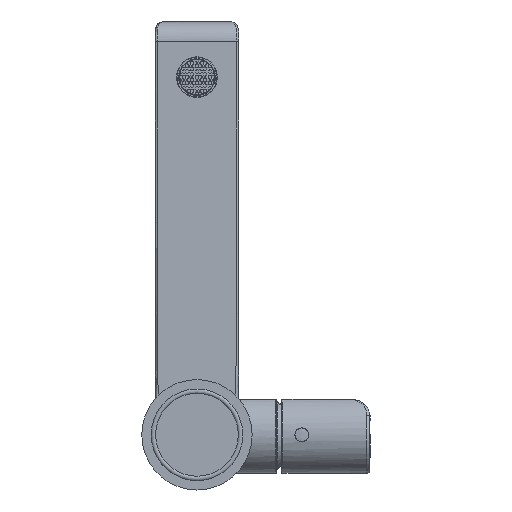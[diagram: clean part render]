
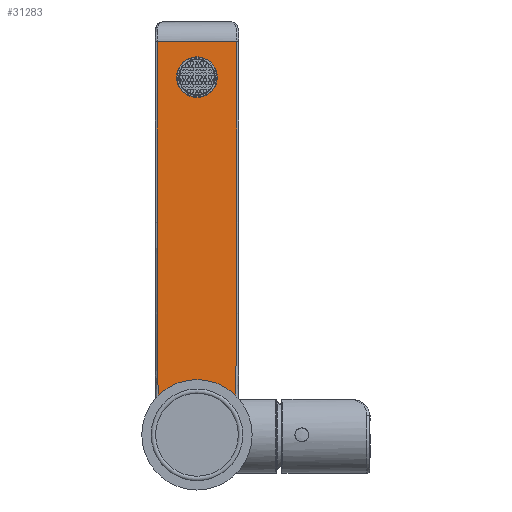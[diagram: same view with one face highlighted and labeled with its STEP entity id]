
A CAD part, front view. The second image highlights one B-rep face of the part: STEP entity #31283.
In plain terms, the highlighted planar face has unit normal (0, -1, 0.028).
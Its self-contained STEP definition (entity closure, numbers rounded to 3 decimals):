
#756=ELLIPSE('',#33996,655.447,18.);
#757=ELLIPSE('',#33997,655.447,18.);
#2881=LINE('',#52650,#5428);
#2882=LINE('',#52652,#5429);
#2883=LINE('',#52654,#5430);
#2884=LINE('',#52657,#5431);
#5428=VECTOR('',#41126,10.);
#5429=VECTOR('',#41127,10.);
#5430=VECTOR('',#41128,10.);
#5431=VECTOR('',#41131,10.);
#6986=PLANE('',#33995);
#7154=FACE_BOUND('',#10822,.T.);
#9026=FACE_OUTER_BOUND('',#10821,.T.);
#10821=EDGE_LOOP('',(#25265,#25266,#25267,#25268,#25269,#25270));
#10822=EDGE_LOOP('',(#25271));
#11606=CIRCLE('',#32610,9.217);
#13154=VERTEX_POINT('',#48596);
#13788=VERTEX_POINT('',#52646);
#13789=VERTEX_POINT('',#52647);
#13790=VERTEX_POINT('',#52649);
#13791=VERTEX_POINT('',#52651);
#13792=VERTEX_POINT('',#52653);
#13793=VERTEX_POINT('',#52655);
#16227=EDGE_CURVE('',#13154,#13154,#11606,.T.);
#17743=EDGE_CURVE('',#13788,#13789,#756,.T.);
#17744=EDGE_CURVE('',#13790,#13788,#2881,.T.);
#17745=EDGE_CURVE('',#13791,#13790,#2882,.T.);
#17746=EDGE_CURVE('',#13792,#13791,#2883,.T.);
#17747=EDGE_CURVE('',#13793,#13792,#757,.T.);
#17748=EDGE_CURVE('',#13793,#13789,#2884,.T.);
#25265=ORIENTED_EDGE('',*,*,#17743,.F.);
#25266=ORIENTED_EDGE('',*,*,#17744,.F.);
#25267=ORIENTED_EDGE('',*,*,#17745,.F.);
#25268=ORIENTED_EDGE('',*,*,#17746,.F.);
#25269=ORIENTED_EDGE('',*,*,#17747,.F.);
#25270=ORIENTED_EDGE('',*,*,#17748,.T.);
#25271=ORIENTED_EDGE('',*,*,#16227,.T.);
#31283=ADVANCED_FACE('',(#9026,#7154),#6986,.F.);
#32610=AXIS2_PLACEMENT_3D('',#48597,#37486,#37487);
#33995=AXIS2_PLACEMENT_3D('',#52645,#41122,#41123);
#33996=AXIS2_PLACEMENT_3D('',#52648,#41124,#41125);
#33997=AXIS2_PLACEMENT_3D('',#52656,#41129,#41130);
#37486=DIRECTION('center_axis',(0.,1.,-0.027));
#37487=DIRECTION('ref_axis',(0.,0.027,1.));
#41122=DIRECTION('center_axis',(0.,1.,-0.027));
#41123=DIRECTION('ref_axis',(0.,0.027,1.));
#41124=DIRECTION('center_axis',(0.,1.,-0.027));
#41125=DIRECTION('ref_axis',(0.,-0.027,-1.));
#41126=DIRECTION('',(-0.004,0.027,1.));
#41127=DIRECTION('',(-1.,0.,0.));
#41128=DIRECTION('',(-0.004,-0.027,-1.));
#41129=DIRECTION('center_axis',(0.,1.,-0.027));
#41130=DIRECTION('ref_axis',(0.,-0.027,-1.));
#41131=DIRECTION('',(-1.,0.,0.));
#48596=CARTESIAN_POINT('',(0.,278.06,152.787));
#48597=CARTESIAN_POINT('Origin',(0.,278.313,
162.));
#52645=CARTESIAN_POINT('Origin',(0.,274.27,14.824));
#52646=CARTESIAN_POINT('',(-17.609,274.271,14.852));
#52647=CARTESIAN_POINT('',(-17.984,278.76,178.247));
#52648=CARTESIAN_POINT('Origin',(0.,278.,150.614));
#52649=CARTESIAN_POINT('',(-17.61,274.27,14.824));
#52650=CARTESIAN_POINT('',(-17.61,274.27,14.824));
#52651=CARTESIAN_POINT('',(17.61,274.27,14.824));
#52652=CARTESIAN_POINT('',(0.,274.27,14.824));
#52653=CARTESIAN_POINT('',(17.609,274.271,14.852));
#52654=CARTESIAN_POINT('',(17.61,274.271,14.852));
#52655=CARTESIAN_POINT('',(17.984,278.76,178.247));
#52656=CARTESIAN_POINT('Origin',(0.,278.,150.614));
#52657=CARTESIAN_POINT('',(0.,278.76,178.247));
